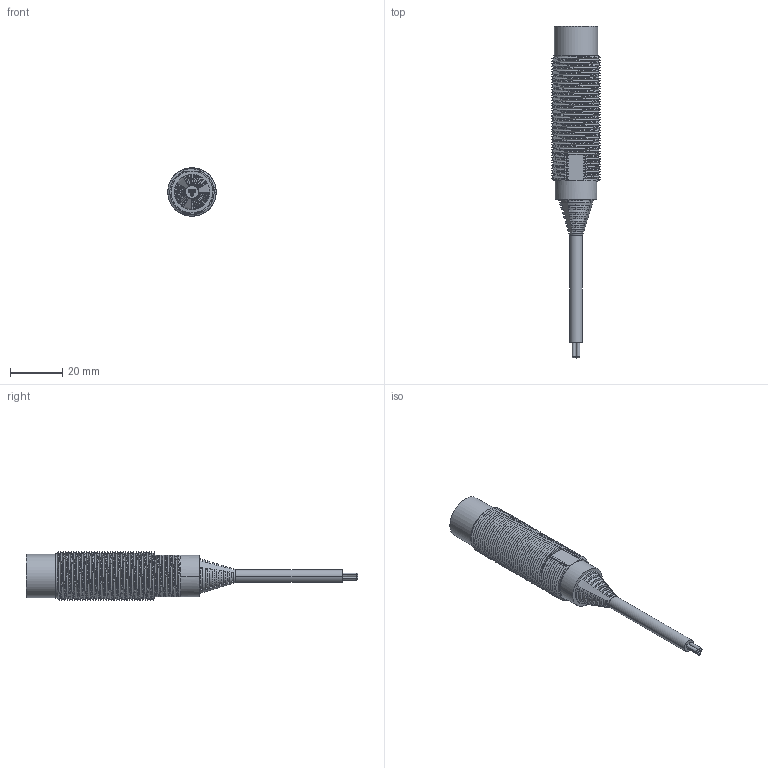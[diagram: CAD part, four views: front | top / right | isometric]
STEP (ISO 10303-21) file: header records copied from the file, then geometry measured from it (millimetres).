
FILE_DESCRIPTION( ('This file contains a STEP AP42 implementation' ,'as created by ZW3D STEP Interface translator.') ,'2;1' );
FILE_NAME( 'OCN2-1816P-A3L2.stp' ,'20 512.101726', (''), ('ZWCAD Software Co.'), 'Version 1.0', 'ZW3D to STEP translator', '' );
FILE_SCHEMA(('AUTOMOTIVE_DESIGN'));
Length unit declared in the file: millimetre
Products named in the file (2): 0; prt00017
Bounding box: 18.56 x 127.5 x 18.56 mm (x, y, z)
Volume: 17890.2 mm3; surface area: 7472.1 mm2
Topology: 1 solids, 1 shells, 257 faces, 696 edges, 459 vertices
Faces by surface type: bspline 257
Entity records: 29293 total; most frequent: CARTESIAN_POINT 25146, ORIENTED_EDGE 1386, EDGE_CURVE 693, VERTEX_POINT 452, B_SPLINE_CURVE_WITH_KNOTS 401, EDGE_LOOP 271, FACE_OUTER_BOUND 257, ADVANCED_FACE 257
